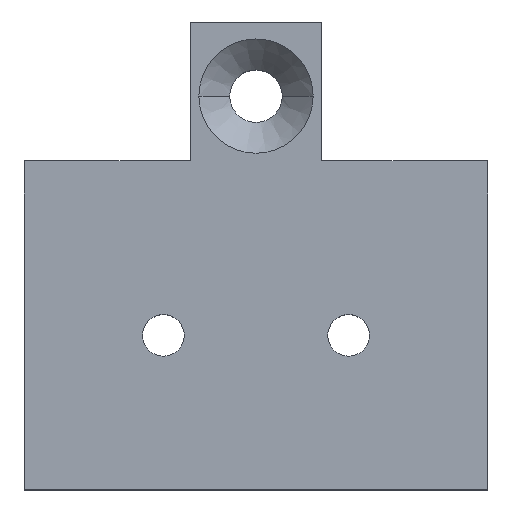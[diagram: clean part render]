
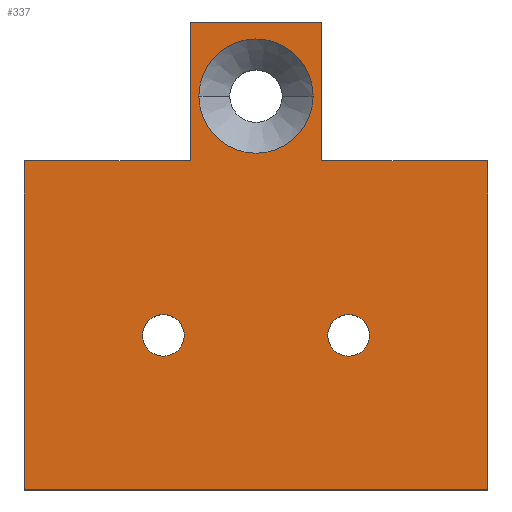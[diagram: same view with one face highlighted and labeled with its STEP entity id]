
A CAD part, top view. The second image highlights one B-rep face of the part: STEP entity #337.
In plain terms, the highlighted planar face has unit normal (0, 0, 1).
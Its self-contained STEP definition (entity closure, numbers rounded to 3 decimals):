
#2 = CARTESIAN_POINT ( 'NONE',  ( 40., -11.95, 8.5 ) ) ;
#7 = VECTOR ( 'NONE', #919, 1000. ) ;
#21 = CARTESIAN_POINT ( 'NONE',  ( 42.65, -23.25, 8.5 ) ) ;
#23 = LINE ( 'NONE', #961, #503 ) ;
#25 = VECTOR ( 'NONE', #77, 1000. ) ;
#49 = DIRECTION ( 'NONE',  ( -1., 0., 0. ) ) ;
#55 = CARTESIAN_POINT ( 'NONE',  ( 65., -11.95, 8.5 ) ) ;
#60 = ORIENTED_EDGE ( 'NONE', *, *, #1017, .T. ) ;
#63 = DIRECTION ( 'NONE',  ( 0., -1., 0. ) ) ;
#77 = DIRECTION ( 'NONE',  ( 0., 1., 0. ) ) ;
#100 = CARTESIAN_POINT ( 'NONE',  ( 35., -33.25, 8.5 ) ) ;
#105 = DIRECTION ( 'NONE',  ( 0., 0., -1. ) ) ;
#122 = DIRECTION ( 'NONE',  ( -1., 0., 0. ) ) ;
#126 = DIRECTION ( 'NONE',  ( -1., 0., 0. ) ) ;
#138 = DIRECTION ( 'NONE',  ( 0., 1., 0. ) ) ;
#158 = CARTESIAN_POINT ( 'NONE',  ( 45.75, -2.95, 8.5 ) ) ;
#165 = ORIENTED_EDGE ( 'NONE', *, *, #335, .T. ) ;
#172 = ORIENTED_EDGE ( 'NONE', *, *, #848, .F. ) ;
#175 = ORIENTED_EDGE ( 'NONE', *, *, #482, .T. ) ;
#184 = DIRECTION ( 'NONE',  ( -1., 0., 0. ) ) ;
#191 = VERTEX_POINT ( 'NONE', #1057 ) ;
#194 = VERTEX_POINT ( 'NONE', #699 ) ;
#199 = VERTEX_POINT ( 'NONE', #403 ) ;
#204 = EDGE_CURVE ( 'NONE', #359, #191, #23, .T. ) ;
#212 = CIRCLE ( 'NONE', #258, 3.7 ) ;
#233 = CARTESIAN_POINT ( 'NONE',  ( 56., -23.25, 8.5 ) ) ;
#237 = ORIENTED_EDGE ( 'NONE', *, *, #604, .T. ) ;
#258 = AXIS2_PLACEMENT_3D ( 'NONE', #636, #1008, #549 ) ;
#264 = EDGE_CURVE ( 'NONE', #1172, #1068, #414, .T. ) ;
#288 = ORIENTED_EDGE ( 'NONE', *, *, #264, .F. ) ;
#290 = CARTESIAN_POINT ( 'NONE',  ( 45.75, -2.95, 8.5 ) ) ;
#294 = CARTESIAN_POINT ( 'NONE',  ( 65., -34.984, 8.5 ) ) ;
#299 = CARTESIAN_POINT ( 'NONE',  ( 40., -11.95, 8.5 ) ) ;
#335 = EDGE_CURVE ( 'NONE', #1176, #1084, #212, .T. ) ;
#337 = ADVANCED_FACE ( 'NONE', ( #1090, #1003, #641, #1085 ), #539, .F. ) ;
#359 = VERTEX_POINT ( 'NONE', #734 ) ;
#363 = CIRCLE ( 'NONE', #1142, 1.35 ) ;
#373 = DIRECTION ( 'NONE',  ( 0., 0., -1. ) ) ;
#383 = CIRCLE ( 'NONE', #1181, 1.35 ) ;
#387 = DIRECTION ( 'NONE',  ( 1., 0., 0. ) ) ;
#401 = ORIENTED_EDGE ( 'NONE', *, *, #1187, .F. ) ;
#403 = CARTESIAN_POINT ( 'NONE',  ( 45.35, -23.25, 8.5 ) ) ;
#404 = DIRECTION ( 'NONE',  ( 0., 0., -1. ) ) ;
#414 = LINE ( 'NONE', #972, #469 ) ;
#434 = VERTEX_POINT ( 'NONE', #55 ) ;
#450 = CARTESIAN_POINT ( 'NONE',  ( 0., 0., 8.5 ) ) ;
#457 = EDGE_CURVE ( 'NONE', #702, #1174, #991, .T. ) ;
#459 = ORIENTED_EDGE ( 'NONE', *, *, #1043, .F. ) ;
#469 = VECTOR ( 'NONE', #138, 1000. ) ;
#475 = DIRECTION ( 'NONE',  ( 1., 0., 0. ) ) ;
#476 = CARTESIAN_POINT ( 'NONE',  ( 35., -11.95, 8.5 ) ) ;
#478 = CARTESIAN_POINT ( 'NONE',  ( 22.47, -33.25, 8.5 ) ) ;
#482 = EDGE_CURVE ( 'NONE', #783, #194, #994, .T. ) ;
#484 = ORIENTED_EDGE ( 'NONE', *, *, #457, .T. ) ;
#488 = CARTESIAN_POINT ( 'NONE',  ( 53.7, -7.75, 8.5 ) ) ;
#503 = VECTOR ( 'NONE', #691, 1000. ) ;
#509 = DIRECTION ( 'NONE',  ( 0., 0., -1. ) ) ;
#513 = CARTESIAN_POINT ( 'NONE',  ( 45.75, -2.95, 8.5 ) ) ;
#515 = ORIENTED_EDGE ( 'NONE', *, *, #988, .T. ) ;
#536 = VECTOR ( 'NONE', #387, 1000. ) ;
#539 = PLANE ( 'NONE',  #1092 ) ;
#544 = EDGE_CURVE ( 'NONE', #1172, #710, #750, .T. ) ;
#549 = DIRECTION ( 'NONE',  ( -1., 0., 0. ) ) ;
#556 = VERTEX_POINT ( 'NONE', #21 ) ;
#559 = CARTESIAN_POINT ( 'NONE',  ( 45.75, -11.95, 8.5 ) ) ;
#579 = EDGE_LOOP ( 'NONE', ( #172, #288, #1020, #237, #401, #1114, #459, #484 ) ) ;
#590 = CARTESIAN_POINT ( 'NONE',  ( 44., -23.25, 8.5 ) ) ;
#604 = EDGE_CURVE ( 'NONE', #710, #434, #829, .T. ) ;
#636 = CARTESIAN_POINT ( 'NONE',  ( 50., -7.75, 8.5 ) ) ;
#641 = FACE_BOUND ( 'NONE', #1004, .T. ) ;
#644 = LINE ( 'NONE', #2, #7 ) ;
#661 = ORIENTED_EDGE ( 'NONE', *, *, #1128, .T. ) ;
#691 = DIRECTION ( 'NONE',  ( 0., -1., 0. ) ) ;
#699 = CARTESIAN_POINT ( 'NONE',  ( 57.35, -23.25, 8.5 ) ) ;
#702 = VERTEX_POINT ( 'NONE', #513 ) ;
#706 = VECTOR ( 'NONE', #63, 1000. ) ;
#710 = VERTEX_POINT ( 'NONE', #1143 ) ;
#726 = CARTESIAN_POINT ( 'NONE',  ( 54.65, -23.25, 8.5 ) ) ;
#729 = DIRECTION ( 'NONE',  ( 0., 0., -1. ) ) ;
#734 = CARTESIAN_POINT ( 'NONE',  ( 54.25, -2.95, 8.5 ) ) ;
#748 = DIRECTION ( 'NONE',  ( -1., 0., 0. ) ) ;
#750 = LINE ( 'NONE', #478, #920 ) ;
#762 = DIRECTION ( 'NONE',  ( -1., 0., 0. ) ) ;
#782 = VECTOR ( 'NONE', #475, 1000. ) ;
#783 = VERTEX_POINT ( 'NONE', #726 ) ;
#819 = CIRCLE ( 'NONE', #1115, 1.35 ) ;
#829 = LINE ( 'NONE', #294, #25 ) ;
#844 = DIRECTION ( 'NONE',  ( 0., 0., -1. ) ) ;
#848 = EDGE_CURVE ( 'NONE', #1068, #1174, #644, .T. ) ;
#849 = CARTESIAN_POINT ( 'NONE',  ( 46.3, -7.75, 8.5 ) ) ;
#878 = ORIENTED_EDGE ( 'NONE', *, *, #1161, .T. ) ;
#912 = EDGE_LOOP ( 'NONE', ( #175, #60 ) ) ;
#919 = DIRECTION ( 'NONE',  ( 1., 0., 0. ) ) ;
#920 = VECTOR ( 'NONE', #939, 1000. ) ;
#931 = CARTESIAN_POINT ( 'NONE',  ( 50., -7.75, 8.5 ) ) ;
#935 = CIRCLE ( 'NONE', #1103, 3.7 ) ;
#939 = DIRECTION ( 'NONE',  ( 1., 0., 0. ) ) ;
#942 = CARTESIAN_POINT ( 'NONE',  ( 44., -23.25, 8.5 ) ) ;
#961 = CARTESIAN_POINT ( 'NONE',  ( 54.25, -2.95, 8.5 ) ) ;
#972 = CARTESIAN_POINT ( 'NONE',  ( 35., -34.984, 8.5 ) ) ;
#988 = EDGE_CURVE ( 'NONE', #556, #199, #819, .T. ) ;
#991 = LINE ( 'NONE', #158, #706 ) ;
#994 = CIRCLE ( 'NONE', #1162, 1.35 ) ;
#1003 = FACE_BOUND ( 'NONE', #912, .T. ) ;
#1004 = EDGE_LOOP ( 'NONE', ( #515, #661 ) ) ;
#1008 = DIRECTION ( 'NONE',  ( 0., 0., -1. ) ) ;
#1017 = EDGE_CURVE ( 'NONE', #194, #783, #363, .T. ) ;
#1020 = ORIENTED_EDGE ( 'NONE', *, *, #544, .T. ) ;
#1024 = EDGE_LOOP ( 'NONE', ( #878, #165 ) ) ;
#1028 = LINE ( 'NONE', #290, #536 ) ;
#1043 = EDGE_CURVE ( 'NONE', #702, #359, #1028, .T. ) ;
#1057 = CARTESIAN_POINT ( 'NONE',  ( 54.25, -11.95, 8.5 ) ) ;
#1068 = VERTEX_POINT ( 'NONE', #476 ) ;
#1084 = VERTEX_POINT ( 'NONE', #488 ) ;
#1085 = FACE_OUTER_BOUND ( 'NONE', #579, .T. ) ;
#1090 = FACE_BOUND ( 'NONE', #1024, .T. ) ;
#1092 = AXIS2_PLACEMENT_3D ( 'NONE', #450, #729, #184 ) ;
#1103 = AXIS2_PLACEMENT_3D ( 'NONE', #931, #373, #762 ) ;
#1110 = LINE ( 'NONE', #299, #782 ) ;
#1114 = ORIENTED_EDGE ( 'NONE', *, *, #204, .F. ) ;
#1115 = AXIS2_PLACEMENT_3D ( 'NONE', #590, #404, #126 ) ;
#1128 = EDGE_CURVE ( 'NONE', #199, #556, #383, .T. ) ;
#1132 = CARTESIAN_POINT ( 'NONE',  ( 56., -23.25, 8.5 ) ) ;
#1142 = AXIS2_PLACEMENT_3D ( 'NONE', #1132, #105, #748 ) ;
#1143 = CARTESIAN_POINT ( 'NONE',  ( 65., -33.25, 8.5 ) ) ;
#1161 = EDGE_CURVE ( 'NONE', #1084, #1176, #935, .T. ) ;
#1162 = AXIS2_PLACEMENT_3D ( 'NONE', #233, #509, #49 ) ;
#1172 = VERTEX_POINT ( 'NONE', #100 ) ;
#1174 = VERTEX_POINT ( 'NONE', #559 ) ;
#1176 = VERTEX_POINT ( 'NONE', #849 ) ;
#1181 = AXIS2_PLACEMENT_3D ( 'NONE', #942, #844, #122 ) ;
#1187 = EDGE_CURVE ( 'NONE', #191, #434, #1110, .T. ) ;
